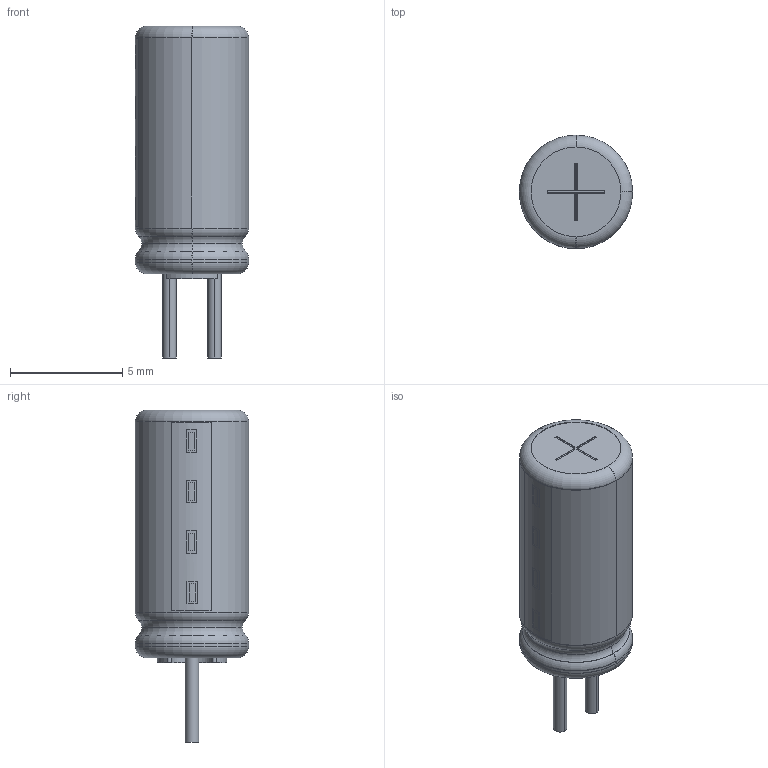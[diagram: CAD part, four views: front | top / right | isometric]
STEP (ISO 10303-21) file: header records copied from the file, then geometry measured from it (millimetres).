
FILE_DESCRIPTION(('FreeCAD Model'),'2;1');
FILE_NAME('Fusion.step','2017-05-15T12:21:56',( 'kicad StepUp'),('ksu MCAD'),'Open CASCADE STEP processor 6.8', 'FreeCAD','Unknown');
FILE_SCHEMA(('AUTOMOTIVE_DESIGN_CC2 { 1 2 10303 214 -1 1 5 4 }'));
Length unit declared in the file: millimetre
Products named in the file (2): ASSEMBLY; Fusion
Assembly tree (1 placements, depth 2):
  ASSEMBLY
    Fusion
Bounding box: 5.05 x 5.05 x 14.8 mm (x, y, z)
Surface area: 406.8 mm2 (no closed solid volume)
Topology: 0 solids, 2 shells, 97 faces, 235 edges, 153 vertices
Faces by surface type: cylinder 61, torus 30, plane 6
Entity records: 3601 total; most frequent: CARTESIAN_POINT 559, DIRECTION 538, ORIENTED_EDGE 466, EDGE_CURVE 235, AXIS2_PLACEMENT_3D 228, VERTEX_POINT 153, CIRCLE 129, FACE_BOUND 110
